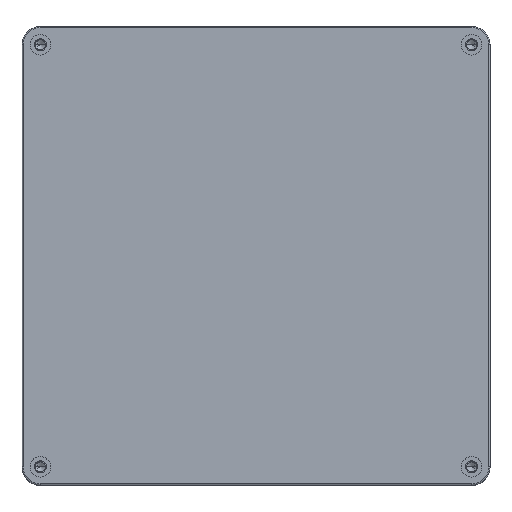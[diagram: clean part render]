
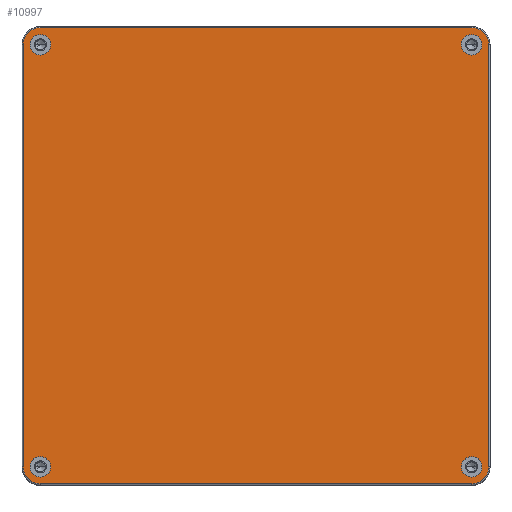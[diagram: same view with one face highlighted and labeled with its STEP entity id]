
A CAD part, top view. The second image highlights one B-rep face of the part: STEP entity #10997.
In plain terms, the highlighted planar face has unit normal (0, 0, 1).
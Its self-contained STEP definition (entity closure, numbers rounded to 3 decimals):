
#8482=CARTESIAN_POINT('',(117.5,115.,25.5));
#8483=DIRECTION('',(0.,0.,1.));
#8484=DIRECTION('',(-1.,0.,0.));
#8485=AXIS2_PLACEMENT_3D('',#8482,#8483,#8484);
#8490=CARTESIAN_POINT('',(117.5,115.,25.5));
#8491=DIRECTION('',(0.,0.,1.));
#8492=DIRECTION('',(1.,0.,0.));
#8493=AXIS2_PLACEMENT_3D('',#8490,#8491,#8492);
#8498=CARTESIAN_POINT('',(117.5,-115.,25.5));
#8499=DIRECTION('',(0.,0.,-1.));
#8500=DIRECTION('',(-1.,0.,0.));
#8501=AXIS2_PLACEMENT_3D('',#8498,#8499,#8500);
#8506=CARTESIAN_POINT('',(117.5,-115.,25.5));
#8507=DIRECTION('',(0.,0.,-1.));
#8508=DIRECTION('',(1.,0.,0.));
#8509=AXIS2_PLACEMENT_3D('',#8506,#8507,#8508);
#8514=CARTESIAN_POINT('',(-117.5,115.,25.5));
#8515=DIRECTION('',(0.,0.,-1.));
#8516=DIRECTION('',(1.,0.,0.));
#8517=AXIS2_PLACEMENT_3D('',#8514,#8515,#8516);
#8522=CARTESIAN_POINT('',(-117.5,115.,25.5));
#8523=DIRECTION('',(0.,0.,-1.));
#8524=DIRECTION('',(-1.,0.,0.));
#8525=AXIS2_PLACEMENT_3D('',#8522,#8523,#8524);
#8530=CARTESIAN_POINT('',(-117.5,-115.,25.5));
#8531=DIRECTION('',(0.,0.,1.));
#8532=DIRECTION('',(1.,0.,0.));
#8533=AXIS2_PLACEMENT_3D('',#8530,#8531,#8532);
#8538=CARTESIAN_POINT('',(-117.5,-115.,25.5));
#8539=DIRECTION('',(0.,0.,1.));
#8540=DIRECTION('',(-1.,0.,0.));
#8541=AXIS2_PLACEMENT_3D('',#8538,#8539,#8540);
#8546=CARTESIAN_POINT('',(-117.5,-115.,25.5));
#8547=DIRECTION('',(0.,0.,1.));
#8548=DIRECTION('',(-1.,0.,0.));
#8549=AXIS2_PLACEMENT_3D('',#8546,#8547,#8548);
#8554=DIRECTION('',(0.,-1.,0.));
#8555=VECTOR('',#8554,230.);
#8556=CARTESIAN_POINT('',(-126.8,115.,25.5));
#8557=LINE('',#8556,#8555);
#8561=CARTESIAN_POINT('',(-117.5,115.,25.5));
#8562=DIRECTION('',(0.,0.,1.));
#8563=DIRECTION('',(0.,1.,0.));
#8564=AXIS2_PLACEMENT_3D('',#8561,#8562,#8563);
#8569=DIRECTION('',(-1.,0.,0.));
#8570=VECTOR('',#8569,235.);
#8571=CARTESIAN_POINT('',(117.5,124.3,25.5));
#8572=LINE('',#8571,#8570);
#8576=CARTESIAN_POINT('',(117.5,115.,25.5));
#8577=DIRECTION('',(0.,0.,1.));
#8578=DIRECTION('',(1.,0.,0.));
#8579=AXIS2_PLACEMENT_3D('',#8576,#8577,#8578);
#8584=DIRECTION('',(0.,1.,0.));
#8585=VECTOR('',#8584,230.);
#8586=CARTESIAN_POINT('',(126.8,-115.,25.5));
#8587=LINE('',#8586,#8585);
#8591=CARTESIAN_POINT('',(117.5,-115.,25.5));
#8592=DIRECTION('',(0.,0.,1.));
#8593=DIRECTION('',(0.,-1.,0.));
#8594=AXIS2_PLACEMENT_3D('',#8591,#8592,#8593);
#8599=DIRECTION('',(1.,0.,0.));
#8600=VECTOR('',#8599,235.);
#8601=CARTESIAN_POINT('',(-117.5,-124.3,25.5));
#8602=LINE('',#8601,#8600);
#10348=CARTESIAN_POINT('',(111.9,115.,25.5));
#10349=CARTESIAN_POINT('',(123.1,115.,25.5));
#10350=VERTEX_POINT('',#10348);
#10351=VERTEX_POINT('',#10349);
#10364=CARTESIAN_POINT('',(111.9,-115.,25.5));
#10365=CARTESIAN_POINT('',(123.1,-115.,25.5));
#10366=VERTEX_POINT('',#10364);
#10367=VERTEX_POINT('',#10365);
#10380=CARTESIAN_POINT('',(-111.9,115.,25.5));
#10381=CARTESIAN_POINT('',(-123.1,115.,25.5));
#10382=VERTEX_POINT('',#10380);
#10383=VERTEX_POINT('',#10381);
#10396=CARTESIAN_POINT('',(-111.9,-115.,25.5));
#10397=CARTESIAN_POINT('',(-123.1,-115.,25.5));
#10398=VERTEX_POINT('',#10396);
#10399=VERTEX_POINT('',#10397);
#10464=CARTESIAN_POINT('',(-126.8,-115.,25.5));
#10465=CARTESIAN_POINT('',(-117.5,-124.3,25.5));
#10466=VERTEX_POINT('',#10464);
#10467=VERTEX_POINT('',#10465);
#10472=CARTESIAN_POINT('',(117.5,-124.3,25.5));
#10473=VERTEX_POINT('',#10472);
#10476=CARTESIAN_POINT('',(126.8,-115.,25.5));
#10477=VERTEX_POINT('',#10476);
#10480=CARTESIAN_POINT('',(126.8,115.,25.5));
#10481=VERTEX_POINT('',#10480);
#10484=CARTESIAN_POINT('',(117.5,124.3,25.5));
#10485=VERTEX_POINT('',#10484);
#10488=CARTESIAN_POINT('',(-117.5,124.3,25.5));
#10489=VERTEX_POINT('',#10488);
#10492=CARTESIAN_POINT('',(-126.8,115.,25.5));
#10493=VERTEX_POINT('',#10492);
#10951=CARTESIAN_POINT('',(0.,0.,25.5));
#10952=DIRECTION('',(0.,0.,1.));
#10953=DIRECTION('',(1.,0.,0.));
#10954=AXIS2_PLACEMENT_3D('',#10951,#10952,#10953);
#10955=PLANE('',#10954);
#10957=ORIENTED_EDGE('',*,*,#10956,.F.);
#10959=ORIENTED_EDGE('',*,*,#10958,.F.);
#10961=ORIENTED_EDGE('',*,*,#10960,.F.);
#10963=ORIENTED_EDGE('',*,*,#10962,.F.);
#10965=ORIENTED_EDGE('',*,*,#10964,.F.);
#10967=ORIENTED_EDGE('',*,*,#10966,.F.);
#10969=ORIENTED_EDGE('',*,*,#10968,.F.);
#10971=ORIENTED_EDGE('',*,*,#10970,.F.);
#10972=EDGE_LOOP('',(#10957,#10959,#10961,#10963,#10965,#10967,#10969,#10971));
#10973=FACE_OUTER_BOUND('',#10972,.F.);
#10975=ORIENTED_EDGE('',*,*,#10974,.F.);
#10977=ORIENTED_EDGE('',*,*,#10976,.F.);
#10978=EDGE_LOOP('',(#10975,#10977));
#10979=FACE_BOUND('',#10978,.F.);
#10981=ORIENTED_EDGE('',*,*,#10980,.F.);
#10983=ORIENTED_EDGE('',*,*,#10982,.F.);
#10984=EDGE_LOOP('',(#10981,#10983));
#10985=FACE_BOUND('',#10984,.F.);
#10987=ORIENTED_EDGE('',*,*,#10986,.T.);
#10989=ORIENTED_EDGE('',*,*,#10988,.T.);
#10990=EDGE_LOOP('',(#10987,#10989));
#10991=FACE_BOUND('',#10990,.F.);
#10992=ORIENTED_EDGE('',*,*,#10941,.T.);
#10994=ORIENTED_EDGE('',*,*,#10993,.T.);
#10995=EDGE_LOOP('',(#10992,#10994));
#10996=FACE_BOUND('',#10995,.F.);
#8486=CIRCLE('',#8485,5.6);
#8494=CIRCLE('',#8493,5.6);
#8502=CIRCLE('',#8501,5.6);
#8510=CIRCLE('',#8509,5.6);
#8518=CIRCLE('',#8517,5.6);
#8526=CIRCLE('',#8525,5.6);
#8534=CIRCLE('',#8533,5.6);
#8542=CIRCLE('',#8541,5.6);
#8550=CIRCLE('',#8549,9.3);
#8565=CIRCLE('',#8564,9.3);
#8580=CIRCLE('',#8579,9.3);
#8595=CIRCLE('',#8594,9.3);
#10941=EDGE_CURVE('',#10350,#10351,#8486,.T.);
#10956=EDGE_CURVE('',#10466,#10467,#8550,.T.);
#10958=EDGE_CURVE('',#10493,#10466,#8557,.T.);
#10960=EDGE_CURVE('',#10489,#10493,#8565,.T.);
#10962=EDGE_CURVE('',#10485,#10489,#8572,.T.);
#10964=EDGE_CURVE('',#10481,#10485,#8580,.T.);
#10966=EDGE_CURVE('',#10477,#10481,#8587,.T.);
#10968=EDGE_CURVE('',#10473,#10477,#8595,.T.);
#10970=EDGE_CURVE('',#10467,#10473,#8602,.T.);
#10974=EDGE_CURVE('',#10366,#10367,#8502,.T.);
#10976=EDGE_CURVE('',#10367,#10366,#8510,.T.);
#10980=EDGE_CURVE('',#10382,#10383,#8518,.T.);
#10982=EDGE_CURVE('',#10383,#10382,#8526,.T.);
#10986=EDGE_CURVE('',#10398,#10399,#8534,.T.);
#10988=EDGE_CURVE('',#10399,#10398,#8542,.T.);
#10993=EDGE_CURVE('',#10351,#10350,#8494,.T.);
#10997=ADVANCED_FACE('',(#10973,#10979,#10985,#10991,#10996),#10955,.T.);
